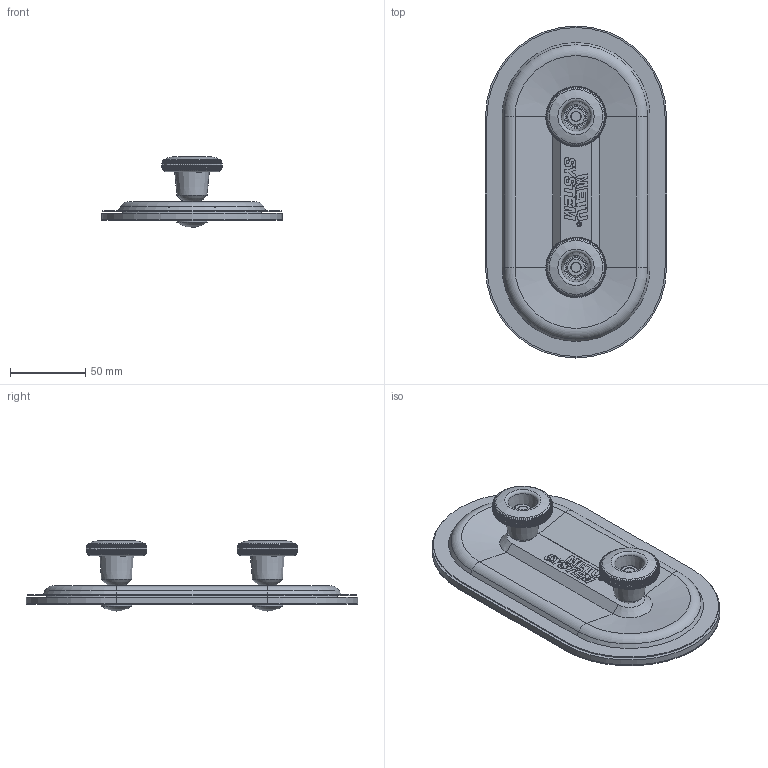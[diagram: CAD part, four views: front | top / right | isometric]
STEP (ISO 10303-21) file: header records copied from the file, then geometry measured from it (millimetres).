
FILE_DESCRIPTION(/* description */ (''),/* implementation_level */ '2;1');
FILE_NAME(/* name */ 'Metu_System_RD_21_PE.stp',/* time_stamp */ '2012-04-23T13:23:35+02:00',/* author */ (''),/* organization */ (''),/* preprocessor_version */ 'ST-DEVELOPER v11',/* originating_system */ 'SIEMENS UGS NX 6.0',/* authorisation */ '');
FILE_SCHEMA (('CONFIG_CONTROL_DESIGN'));
Products named in the file (1): perl2843xj8b
Bounding box: 120 x 220 x 46.78 mm (x, y, z)
Volume: 83010.7 mm3; surface area: 132755 mm2
Topology: 9 solids, 9 shells, 1744 faces, 3869 edges, 2150 vertices
Faces by surface type: cone 758, plane 563, cylinder 256, bspline 98, torus 48, extrusion 17, sphere 4
Full cylindrical faces by diameter (mm): 2.958 x1, 3.198 x1, 6.8 x4, 7.8 x2, 9 x2, 10 x2, 11.4 x2, 20 x2
Entity records: 53940 total; most frequent: CARTESIAN_POINT 17995, ORIENTED_EDGE 7586, DIRECTION 7079, EDGE_CURVE 3793, AXIS2_PLACEMENT_3D 2678, VERTEX_POINT 2130, EDGE_LOOP 1825, ADVANCED_FACE 1744
